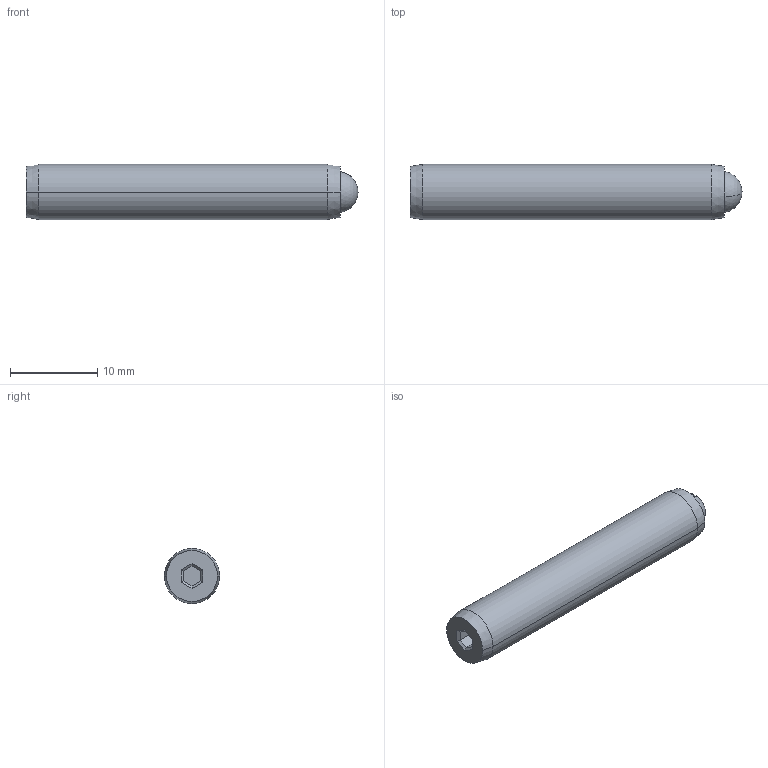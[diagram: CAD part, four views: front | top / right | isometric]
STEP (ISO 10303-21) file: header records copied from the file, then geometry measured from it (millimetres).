
FILE_DESCRIPTION (( 'STEP AP214' ), '1' );
FILE_NAME ('8541-E0W.STEP', '2008-07-28T21:02:07', ( '' ), ( '' ), 'SwSTEP 2.0', 'SolidWorks 2007', '' );
FILE_SCHEMA (( 'AUTOMOTIVE_DESIGN' ));
Length unit declared in the file: millimetre
Products named in the file (1): 8541-E0W
Bounding box: 38.1 x 6.35 x 6.35 mm (x, y, z)
Volume: 1143 mm3; surface area: 890.3 mm2
Topology: 2 solids, 2 shells, 29 faces, 64 edges, 35 vertices
Faces by surface type: plane 15, cone 6, cylinder 4, sphere 4
Entity records: 1073 total; most frequent: DIRECTION 132, CARTESIAN_POINT 119, ORIENTED_EDGE 112, EDGE_CURVE 56, AXIS2_PLACEMENT_3D 46, VECTOR 40, LINE 40, VERTEX_POINT 33
